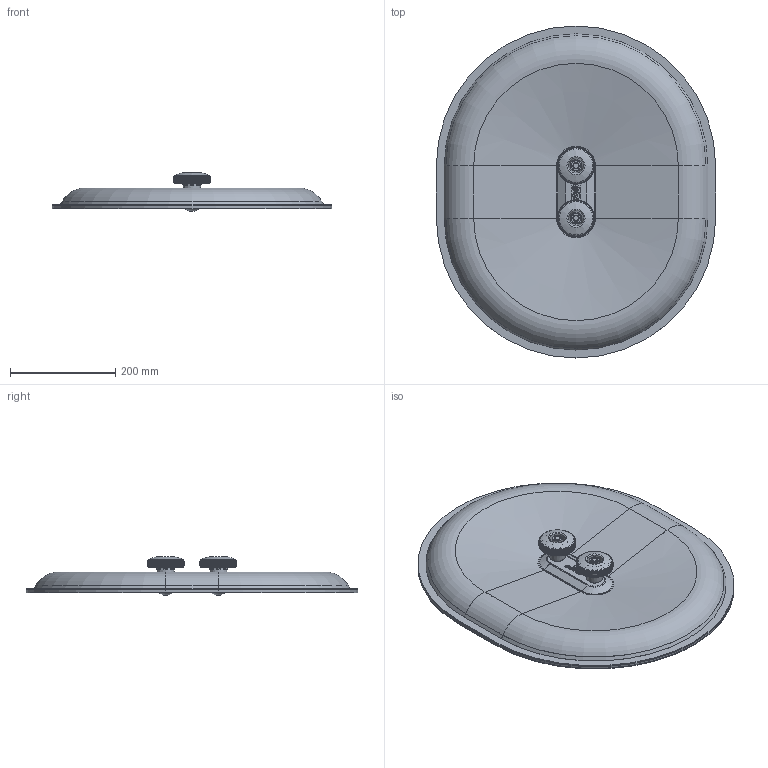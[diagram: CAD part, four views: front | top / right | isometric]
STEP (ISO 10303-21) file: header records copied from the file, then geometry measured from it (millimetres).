
FILE_DESCRIPTION(/* description */ (''),/* implementation_level */ '2;1');
FILE_NAME(/* name */ 'Metu_System_RD_65_PE.stp',/* time_stamp */ '2012-04-23T13:58:08+02:00',/* author */ (''),/* organization */ (''),/* preprocessor_version */ 'ST-DEVELOPER v11',/* originating_system */ 'SIEMENS UGS NX 6.0',/* authorisation */ '');
FILE_SCHEMA (('CONFIG_CONTROL_DESIGN'));
Length unit declared in the file: millimetre
Products named in the file (1): perl2843xjhe
Bounding box: 530 x 630 x 72.9 mm (x, y, z)
Volume: 1078109.5 mm3; surface area: 1303822 mm2
Topology: 9 solids, 9 shells, 2498 faces, 5524 edges, 3007 vertices
Faces by surface type: cone 1036, plane 707, cylinder 346, bspline 210, torus 114, sphere 68, extrusion 17
Full cylindrical faces by diameter (mm): 2.958 x1, 3.198 x1, 10.106 x2, 10.2 x2, 11.75 x2, 13 x2, 16 x2, 19 x2, 30 x2
Entity records: 74238 total; most frequent: CARTESIAN_POINT 23429, ORIENTED_EDGE 10742, DIRECTION 10121, EDGE_CURVE 5371, AXIS2_PLACEMENT_3D 3956, VERTEX_POINT 2960, EDGE_LOOP 2585, ADVANCED_FACE 2498
